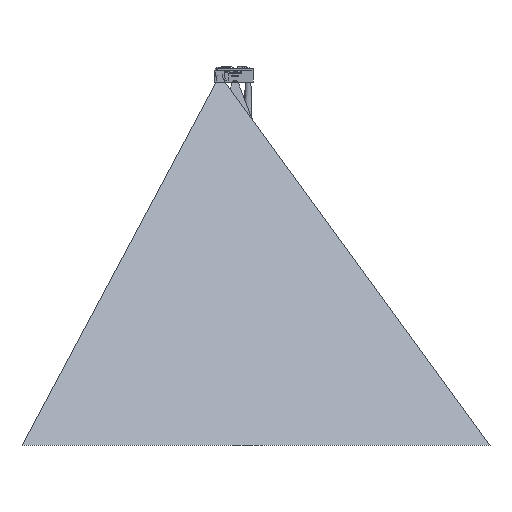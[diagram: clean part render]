
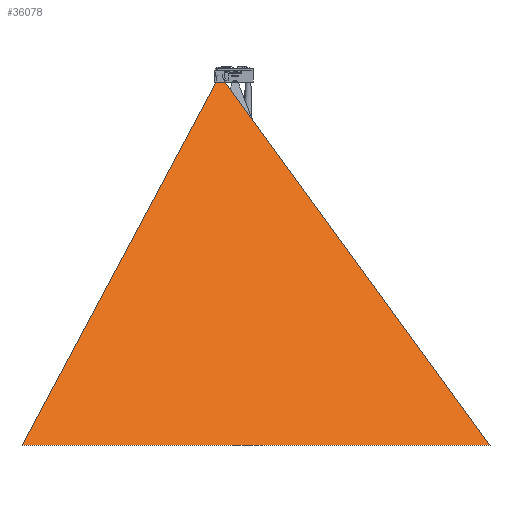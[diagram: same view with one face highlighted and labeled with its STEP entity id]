
A CAD part, front view. The second image highlights one B-rep face of the part: STEP entity #36078.
In plain terms, the highlighted planar face has unit normal (0, 0.828, -0.561).
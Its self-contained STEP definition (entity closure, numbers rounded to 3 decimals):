
#35963=DIRECTION('',(0.404,0.513,0.757));
#35964=VECTOR('',#35963,264.173);
#35965=CARTESIAN_POINT('',(-117.43,-138.393,-200.));
#35966=LINE('',#35965,#35964);
#35987=DIRECTION('',(-0.517,0.48,0.709));
#35988=VECTOR('',#35987,282.192);
#35989=CARTESIAN_POINT('',(140.163,-138.393,-200.));
#35990=LINE('',#35989,#35988);
#35995=DIRECTION('',(-1.,0.,0.));
#35996=VECTOR('',#35995,5.05);
#35997=CARTESIAN_POINT('',(-5.6,-2.8,0.));
#35998=LINE('',#35997,#35996);
#35999=DIRECTION('',(1.,0.,0.));
#36000=VECTOR('',#35999,257.592);
#36001=CARTESIAN_POINT('',(-117.43,-138.393,-200.));
#36002=LINE('',#36001,#36000);
#36007=CARTESIAN_POINT('',(-5.6,-2.8,0.));
#36008=CARTESIAN_POINT('',(-10.65,-2.8,0.));
#36009=VERTEX_POINT('',#36007);
#36010=VERTEX_POINT('',#36008);
#36013=CARTESIAN_POINT('',(-117.43,-138.393,-200.));
#36014=VERTEX_POINT('',#36013);
#36017=CARTESIAN_POINT('',(140.163,-138.393,-200.));
#36018=VERTEX_POINT('',#36017);
#36065=CARTESIAN_POINT('',(-312.2,-2.8,0.));
#36066=DIRECTION('',(0.,-0.828,0.561));
#36067=DIRECTION('',(0.,-0.561,-0.828));
#36068=AXIS2_PLACEMENT_3D('',#36065,#36066,#36067);
#36069=PLANE('',#36068);
#36071=ORIENTED_EDGE('',*,*,#36070,.T.);
#36072=ORIENTED_EDGE('',*,*,#36028,.F.);
#36074=ORIENTED_EDGE('',*,*,#36073,.T.);
#36075=ORIENTED_EDGE('',*,*,#36058,.T.);
#36076=EDGE_LOOP('',(#36071,#36072,#36074,#36075));
#36077=FACE_OUTER_BOUND('',#36076,.F.);
#36078=ADVANCED_FACE('',(#36077),#36069,.F.);
#36028=EDGE_CURVE('',#36014,#36010,#35966,.T.);
#36058=EDGE_CURVE('',#36018,#36009,#35990,.T.);
#36070=EDGE_CURVE('',#36009,#36010,#35998,.T.);
#36073=EDGE_CURVE('',#36014,#36018,#36002,.T.);
